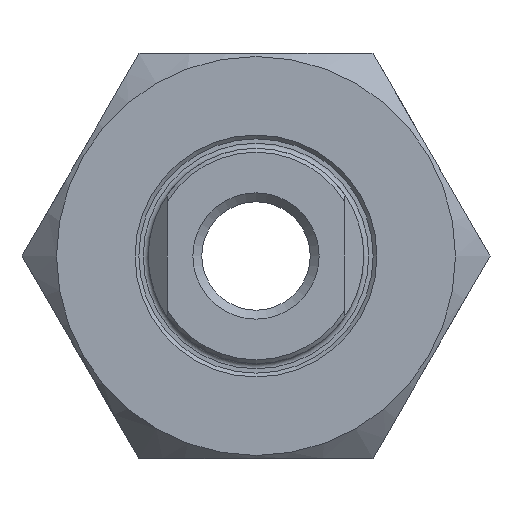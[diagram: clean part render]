
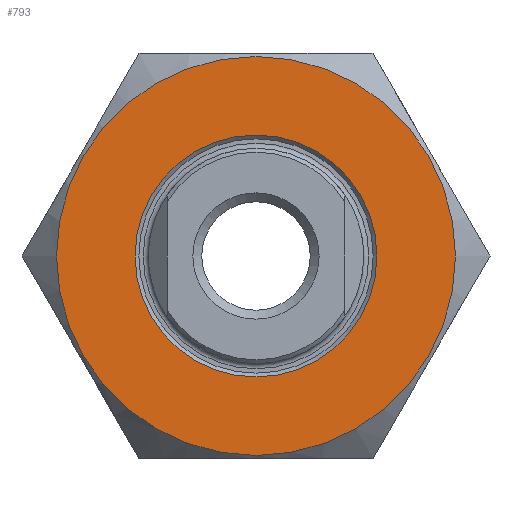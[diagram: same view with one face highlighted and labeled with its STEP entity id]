
A CAD part, left-side view. The second image highlights one B-rep face of the part: STEP entity #793.
In plain terms, the highlighted planar face has unit normal (-1, 0, 0).
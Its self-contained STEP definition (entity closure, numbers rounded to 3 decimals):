
#47=FACE_BOUND('',#142,.T.);
#64=PLANE('',#927);
#90=FACE_OUTER_BOUND('',#141,.T.);
#141=EDGE_LOOP('',(#585));
#142=EDGE_LOOP('',(#586));
#283=CIRCLE('',#908,15.75);
#290=CIRCLE('',#922,9.55);
#355=VERTEX_POINT('',#1353);
#361=VERTEX_POINT('',#1379);
#433=EDGE_CURVE('',#355,#355,#283,.T.);
#445=EDGE_CURVE('',#361,#361,#290,.T.);
#585=ORIENTED_EDGE('',*,*,#433,.T.);
#586=ORIENTED_EDGE('',*,*,#445,.F.);
#793=ADVANCED_FACE('',(#90,#47),#64,.T.);
#908=AXIS2_PLACEMENT_3D('',#1355,#1034,#1035);
#922=AXIS2_PLACEMENT_3D('',#1380,#1067,#1068);
#927=AXIS2_PLACEMENT_3D('',#1390,#1079,#1080);
#1034=DIRECTION('center_axis',(-1.,0.,0.));
#1035=DIRECTION('ref_axis',(0.,1.,0.));
#1067=DIRECTION('center_axis',(-1.,0.,0.));
#1068=DIRECTION('ref_axis',(0.,0.,-1.));
#1079=DIRECTION('center_axis',(-1.,0.,0.));
#1080=DIRECTION('ref_axis',(0.,0.,1.));
#1353=CARTESIAN_POINT('',(-13.5,-15.75,0.));
#1355=CARTESIAN_POINT('Origin',(-13.5,0.,0.));
#1379=CARTESIAN_POINT('',(-13.5,0.,9.55));
#1380=CARTESIAN_POINT('Origin',(-13.5,0.,0.));
#1390=CARTESIAN_POINT('Origin',(-13.5,0.,0.));
